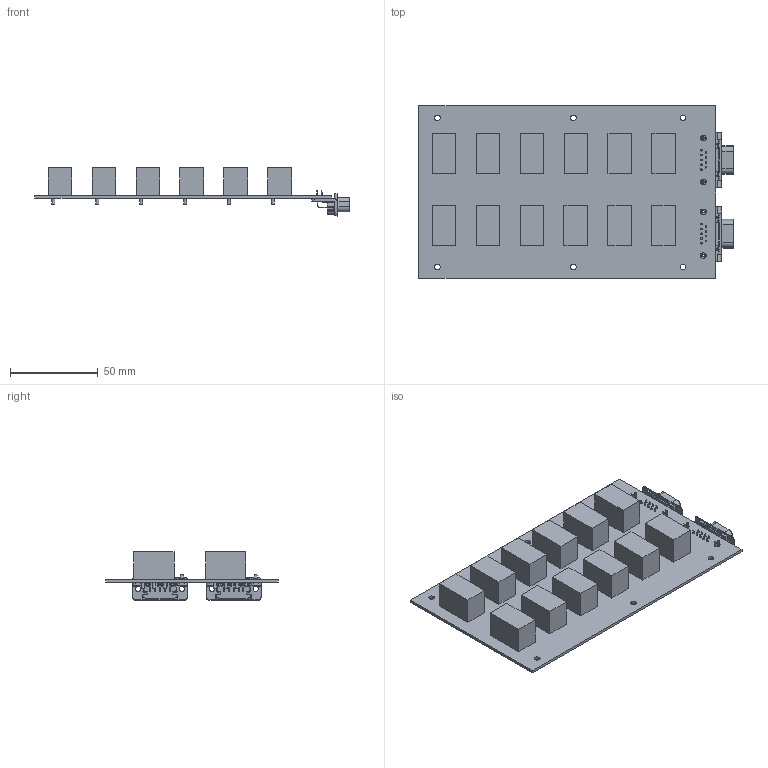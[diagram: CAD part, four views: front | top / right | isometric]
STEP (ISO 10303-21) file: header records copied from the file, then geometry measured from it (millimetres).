
FILE_DESCRIPTION(('KiCad electronic assembly'),'2;1');
FILE_NAME('GND_Switch_Board.step','2024-02-19T13:25:57',('Pcbnew'),( 'Kicad'),'Open CASCADE STEP processor 7.7','KiCad to STEP converter' ,'Unknown');
FILE_SCHEMA(('AUTOMOTIVE_DESIGN { 1 0 10303 214 1 1 1 1 }'));
Length unit declared in the file: millimetre
Products named in the file (6): GND_Switch_Board 1; S102031MS02Q; COMPOUND; c-5-1393480-5-a-3d; SOLID; GND_Switch_Board PCB
Assembly tree (17 placements, depth 3):
  GND_Switch_Board 1
    S102031MS02Q  x12
      COMPOUND
    c-5-1393480-5-a-3d  x2
      SOLID
    GND_Switch_Board PCB
Bounding box: 178.96 x 98.5 x 27.54 mm (x, y, z)
Volume: 89194.8 mm3; surface area: 61323.1 mm2
Topology: 51 solids, 51 shells, 928 faces, 2246 edges, 1476 vertices
Faces by surface type: plane 558, cylinder 302, cone 68
Full cylindrical faces by diameter (mm): 0.95 x18, 1.65 x36, 1.85 x36, 3.05 x4, 3.2 x6
Entity records: 29512 total; most frequent: CARTESIAN_POINT 6602, DIRECTION 4342, LINE 2562, VECTOR 2562, ORIENTED_EDGE 2240, PCURVE 2240, DEFINITIONAL_REPRESENTATION 2240, EDGE_CURVE 1120
